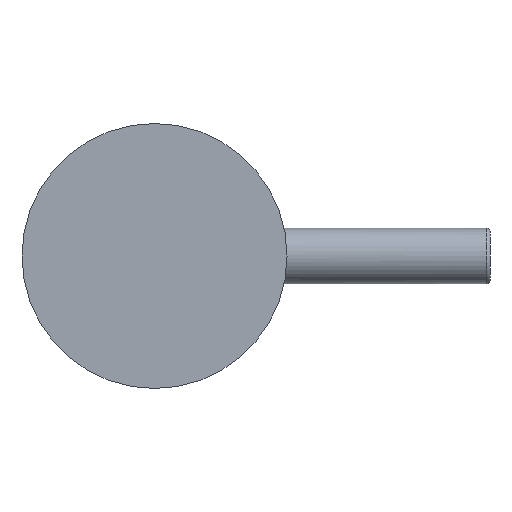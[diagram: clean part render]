
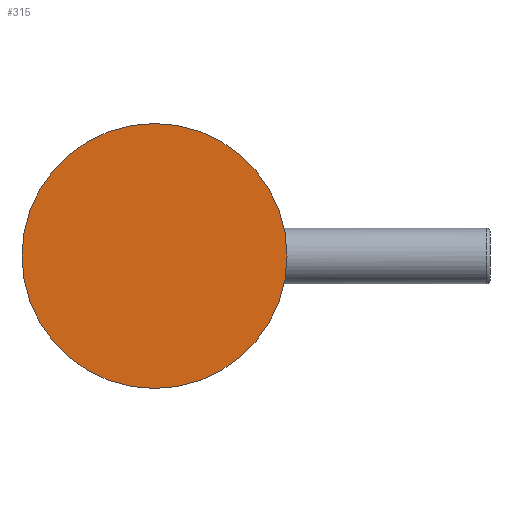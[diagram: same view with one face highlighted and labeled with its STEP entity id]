
A CAD part, front view. The second image highlights one B-rep face of the part: STEP entity #315.
In plain terms, the highlighted planar face has unit normal (0, -1, 0).
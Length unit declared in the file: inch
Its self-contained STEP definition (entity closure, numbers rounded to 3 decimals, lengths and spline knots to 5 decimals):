
#12=CARTESIAN_POINT('',(0.,0.,0.));
#13=DIRECTION('',(0.,1.,0.));
#14=DIRECTION('',(0.,0.,1.));
#15=AXIS2_PLACEMENT_3D('',#12,#13,#14);
#25=CARTESIAN_POINT('',(0.,0.,0.));
#26=DIRECTION('',(0.,-1.,0.));
#27=DIRECTION('',(0.,0.,1.));
#28=AXIS2_PLACEMENT_3D('',#25,#26,#27);
#252=CARTESIAN_POINT('',(0.,0.,1.1875));
#253=CARTESIAN_POINT('',(0.,0.,-1.1875));
#254=VERTEX_POINT('',#252);
#255=VERTEX_POINT('',#253);
#305=CARTESIAN_POINT('',(0.,0.,0.));
#306=DIRECTION('',(0.,-1.,0.));
#307=DIRECTION('',(0.,0.,-1.));
#308=AXIS2_PLACEMENT_3D('',#305,#306,#307);
#309=PLANE('',#308);
#310=ORIENTED_EDGE('',*,*,#295,.T.);
#312=ORIENTED_EDGE('',*,*,#311,.F.);
#313=EDGE_LOOP('',(#310,#312));
#314=FACE_OUTER_BOUND('',#313,.F.);
#315=ADVANCED_FACE('',(#314),#309,.T.);
#16=CIRCLE('',#15,1.1875);
#29=CIRCLE('',#28,1.1875);
#295=EDGE_CURVE('',#254,#255,#16,.T.);
#311=EDGE_CURVE('',#254,#255,#29,.T.);
